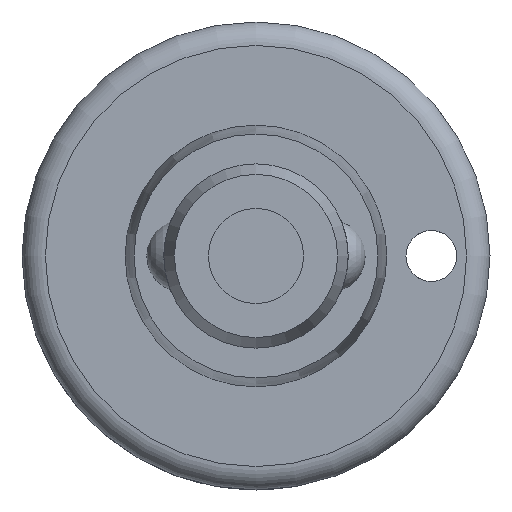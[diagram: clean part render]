
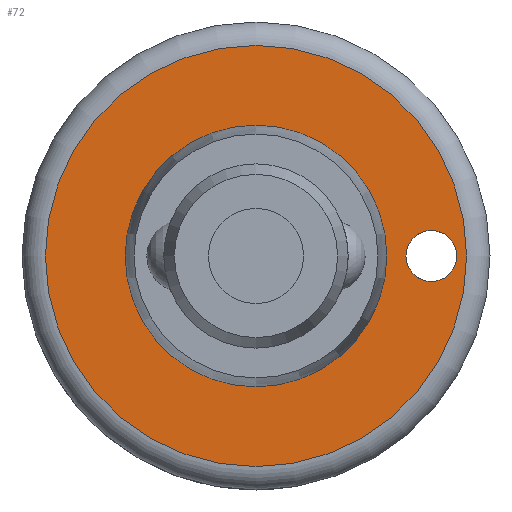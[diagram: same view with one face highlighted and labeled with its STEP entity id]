
A CAD part, front view. The second image highlights one B-rep face of the part: STEP entity #72.
In plain terms, the highlighted planar face has unit normal (0, -1, 0).
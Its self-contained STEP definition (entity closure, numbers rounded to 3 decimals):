
#72 = ADVANCED_FACE( '', ( #158, #159, #160 ), #161, .F. );
#158 = FACE_OUTER_BOUND( '', #246, .T. );
#159 = FACE_BOUND( '', #247, .T. );
#160 = FACE_BOUND( '', #248, .T. );
#161 = PLANE( '', #249 );
#246 = EDGE_LOOP( '', ( #359 ) );
#247 = EDGE_LOOP( '', ( #360 ) );
#248 = EDGE_LOOP( '', ( #361 ) );
#249 = AXIS2_PLACEMENT_3D( '', #362, #363, #364 );
#359 = ORIENTED_EDGE( '', *, *, #414, .F. );
#360 = ORIENTED_EDGE( '', *, *, #412, .T. );
#361 = ORIENTED_EDGE( '', *, *, #401, .T. );
#362 = CARTESIAN_POINT( '', ( -7.1, 17.58, 0. ) );
#363 = DIRECTION( '', ( 0., 1., 0. ) );
#364 = DIRECTION( '', ( 0., 0., 1. ) );
#401 = EDGE_CURVE( '', #446, #446, #447, .T. );
#412 = EDGE_CURVE( '', #462, #462, #463, .T. );
#414 = EDGE_CURVE( '', #465, #465, #466, .T. );
#446 = VERTEX_POINT( '', #560 );
#447 = CIRCLE( '', #561, 7.1 );
#462 = VERTEX_POINT( '', #654 );
#463 = CIRCLE( '', #655, 1.38 );
#465 = VERTEX_POINT( '', #657 );
#466 = CIRCLE( '', #658, 11.43 );
#560 = CARTESIAN_POINT( '', ( 0., 17.58, 7.1 ) );
#561 = AXIS2_PLACEMENT_3D( '', #696, #697, #698 );
#654 = CARTESIAN_POINT( '', ( 9.52, 17.58, 1.38 ) );
#655 = AXIS2_PLACEMENT_3D( '', #711, #712, #713 );
#657 = CARTESIAN_POINT( '', ( 0., 17.58, 11.43 ) );
#658 = AXIS2_PLACEMENT_3D( '', #714, #715, #716 );
#696 = CARTESIAN_POINT( '', ( 0., 17.58, 0. ) );
#697 = DIRECTION( '', ( 0., 1., 0. ) );
#698 = DIRECTION( '', ( 0., 0., 1. ) );
#711 = CARTESIAN_POINT( '', ( 9.52, 17.58, 0. ) );
#712 = DIRECTION( '', ( 0., 1., 0. ) );
#713 = DIRECTION( '', ( 0., 0., 1. ) );
#714 = CARTESIAN_POINT( '', ( 0., 17.58, 0. ) );
#715 = DIRECTION( '', ( 0., 1., 0. ) );
#716 = DIRECTION( '', ( 0., 0., 1. ) );
